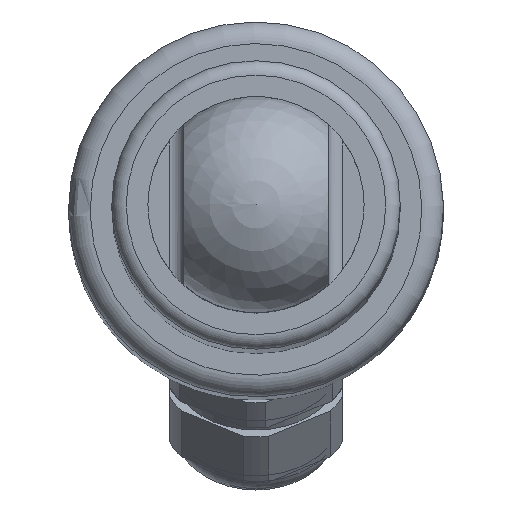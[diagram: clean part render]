
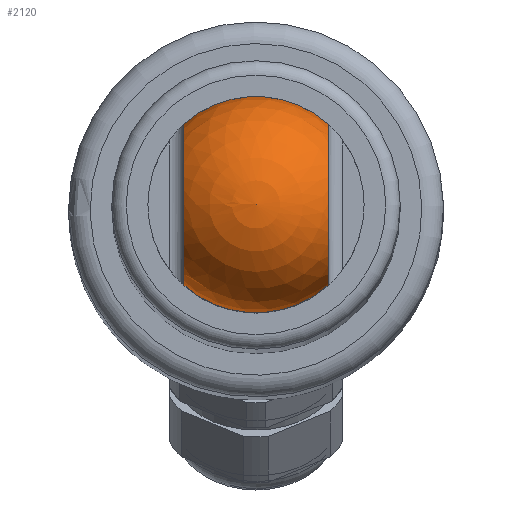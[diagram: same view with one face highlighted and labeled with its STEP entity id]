
A CAD part, top view. The second image highlights one B-rep face of the part: STEP entity #2120.
In plain terms, the highlighted spherical face has radius 7.5 mm.
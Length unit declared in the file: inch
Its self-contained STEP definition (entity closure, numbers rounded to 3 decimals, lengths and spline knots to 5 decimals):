
#57=SPHERICAL_SURFACE('',#2333,0.29528);
#210=FACE_OUTER_BOUND('',#335,.T.);
#335=EDGE_LOOP('',(#1819,#1820,#1821,#1822,#1823,#1824,#1825));
#449=CIRCLE('',#2329,0.29528);
#451=CIRCLE('',#2331,0.29528);
#453=CIRCLE('',#2334,0.22009);
#454=CIRCLE('',#2335,0.29528);
#455=CIRCLE('',#2336,0.22009);
#456=CIRCLE('',#2337,0.22009);
#960=VERTEX_POINT('',#7392);
#961=VERTEX_POINT('',#7394);
#966=VERTEX_POINT('',#7422);
#967=VERTEX_POINT('',#7424);
#970=VERTEX_POINT('',#7441);
#971=VERTEX_POINT('',#7443);
#1256=EDGE_CURVE('',#961,#960,#449,.T.);
#1262=EDGE_CURVE('',#966,#967,#451,.T.);
#1266=EDGE_CURVE('',#960,#970,#453,.T.);
#1267=EDGE_CURVE('',#970,#971,#454,.T.);
#1268=EDGE_CURVE('',#970,#967,#455,.T.);
#1269=EDGE_CURVE('',#966,#961,#456,.T.);
#1819=ORIENTED_EDGE('',*,*,#1256,.T.);
#1820=ORIENTED_EDGE('',*,*,#1266,.T.);
#1821=ORIENTED_EDGE('',*,*,#1267,.T.);
#1822=ORIENTED_EDGE('',*,*,#1267,.F.);
#1823=ORIENTED_EDGE('',*,*,#1268,.T.);
#1824=ORIENTED_EDGE('',*,*,#1262,.F.);
#1825=ORIENTED_EDGE('',*,*,#1269,.T.);
#2120=ADVANCED_FACE('',(#210),#57,.T.);
#2329=AXIS2_PLACEMENT_3D('',#7395,#2806,#2807);
#2331=AXIS2_PLACEMENT_3D('',#7425,#2812,#2813);
#2333=AXIS2_PLACEMENT_3D('',#7440,#2817,#2818);
#2334=AXIS2_PLACEMENT_3D('',#7442,#2819,#2820);
#2335=AXIS2_PLACEMENT_3D('',#7444,#2821,#2822);
#2336=AXIS2_PLACEMENT_3D('',#7445,#2823,#2824);
#2337=AXIS2_PLACEMENT_3D('',#7446,#2825,#2826);
#2806=DIRECTION('center_axis',(0.,0.,1.));
#2807=DIRECTION('ref_axis',(0.667,0.745,0.));
#2812=DIRECTION('center_axis',(0.,0.,-1.));
#2813=DIRECTION('ref_axis',(0.667,-0.745,0.));
#2817=DIRECTION('center_axis',(0.,0.,-1.));
#2818=DIRECTION('ref_axis',(1.,0.,0.));
#2819=DIRECTION('center_axis',(1.,0.,0.));
#2820=DIRECTION('ref_axis',(0.,1.,0.));
#2821=DIRECTION('center_axis',(0.,1.,0.));
#2822=DIRECTION('ref_axis',(-1.,0.,0.));
#2823=DIRECTION('center_axis',(1.,0.,0.));
#2824=DIRECTION('ref_axis',(0.,1.,0.));
#2825=DIRECTION('center_axis',(-1.,0.,0.));
#2826=DIRECTION('ref_axis',(0.,0.,1.));
#7392=CARTESIAN_POINT('',(-0.19685,0.22009,12.69299));
#7394=CARTESIAN_POINT('',(0.19685,0.22009,12.69299));
#7395=CARTESIAN_POINT('Origin',(0.,0.,12.69299));
#7422=CARTESIAN_POINT('',(0.19685,-0.22009,12.69299));
#7424=CARTESIAN_POINT('',(-0.19685,-0.22009,12.69299));
#7425=CARTESIAN_POINT('Origin',(0.,0.,12.69299));
#7440=CARTESIAN_POINT('Origin',(0.,0.,12.69299));
#7441=CARTESIAN_POINT('',(-0.19685,0.,12.91308));
#7442=CARTESIAN_POINT('Origin',(-0.19685,0.,12.69299));
#7443=CARTESIAN_POINT('',(0.,0.,12.98827));
#7444=CARTESIAN_POINT('Origin',(0.,0.,12.69299));
#7445=CARTESIAN_POINT('Origin',(-0.19685,0.,12.69299));
#7446=CARTESIAN_POINT('Origin',(0.19685,0.,12.69299));
